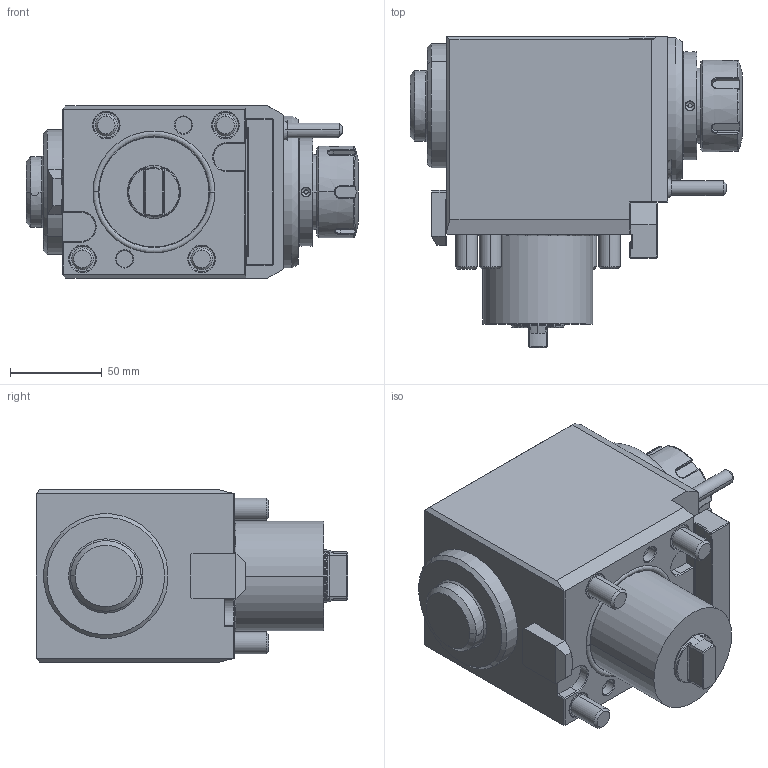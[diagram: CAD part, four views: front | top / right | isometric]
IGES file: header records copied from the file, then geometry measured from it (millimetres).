
Start section:  PTC IGES file: ngt2_60_201_32_3_3_70_ja.igs
Global section: file name: ngt2_60_201_32_3_3_70_ja.igs; native system: Pro/ENGINEER by Parametric Technology Corporation; preprocessor: 2010280; author: vali; organization: Unknown; date: 20220302.103637; units: millimetre
Bounding box: 181.1 x 170 x 94 mm (x, y, z)
Volume: 1523841.6 mm3; surface area: 103081.8 mm2
Topology: 1 solids, 1 shells, 425 faces, 1013 edges, 610 vertices
Faces by surface type: bspline 233, revolution 192
